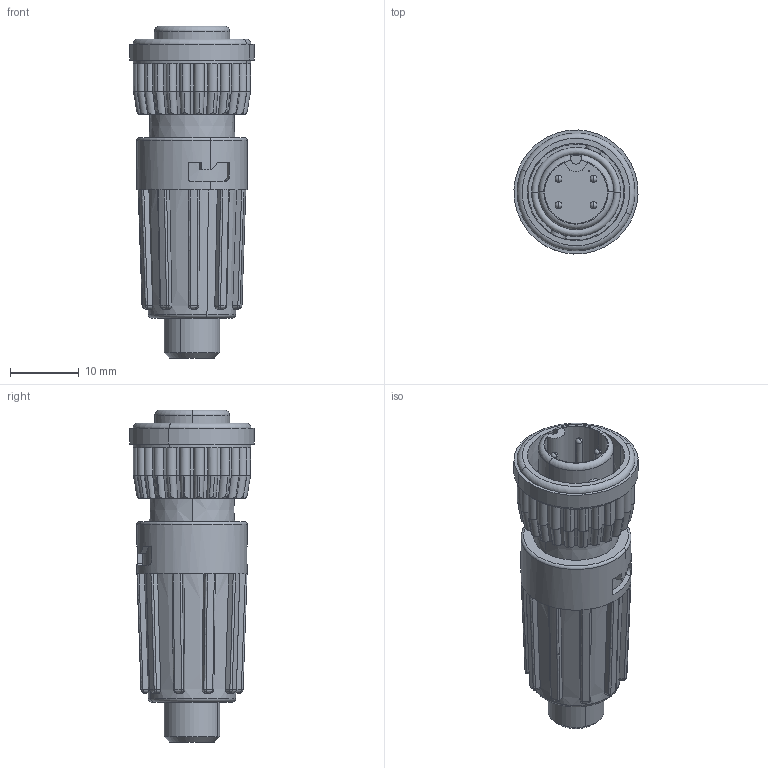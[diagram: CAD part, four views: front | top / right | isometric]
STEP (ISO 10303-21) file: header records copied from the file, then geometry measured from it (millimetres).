
FILE_DESCRIPTION (( 'STEP AP203' ), '1' );
FILE_NAME ('6280-4PG-520.STEP', '2013-11-06T15:42:19', ( 'J0FPBF1' ), ( '' ), 'SwSTEP 2.0', 'SolidWorks 2012', '' );
FILE_SCHEMA (( 'CONFIG_CONTROL_DESIGN' ));
Length unit declared in the file: inch
Products named in the file (1): 6280-4PG-520
Bounding box: 18.02 x 18.02 x 48.23 mm (x, y, z)
Volume: 6609.2 mm3; surface area: 4074.1 mm2
Topology: 1 solids, 1 shells, 464 faces, 1243 edges, 775 vertices
Faces by surface type: cylinder 203, plane 100, bspline 80, torus 37, cone 34, sphere 10
Entity records: 22107 total; most frequent: CARTESIAN_POINT 11911, ORIENTED_EDGE 2446, DIRECTION 1770, EDGE_CURVE 1223, VERTEX_POINT 775, AXIS2_PLACEMENT_3D 716, EDGE_LOOP 478, ADVANCED_FACE 464
